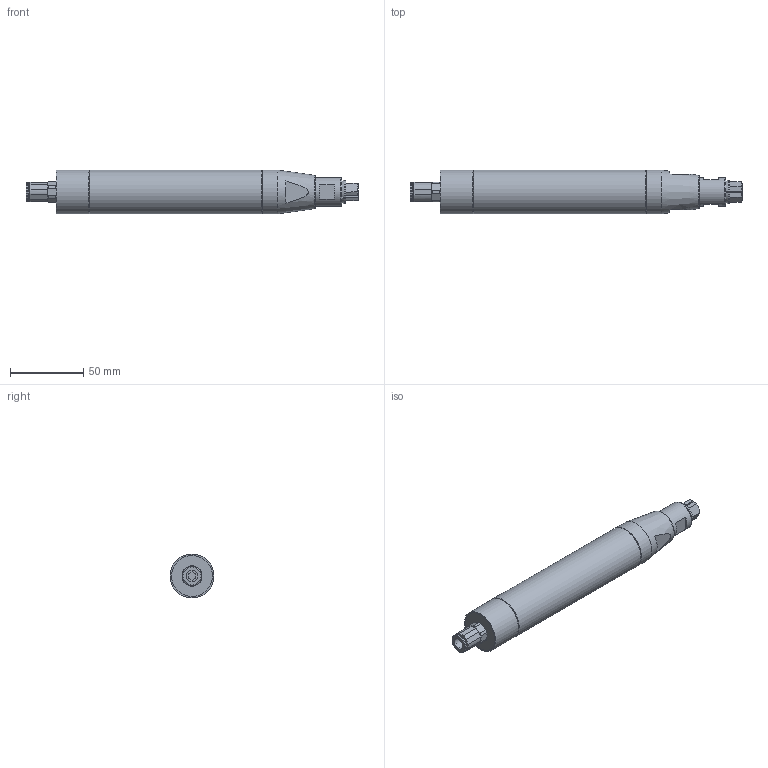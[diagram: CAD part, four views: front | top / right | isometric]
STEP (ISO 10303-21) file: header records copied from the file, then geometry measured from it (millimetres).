
FILE_DESCRIPTION(/* description */ ('EBS 504 ZG'),/* implementation_level */ '2;1');
FILE_NAME(/* name */ 'EBS 504 ZG_29937307.stp',/* time_stamp */ '2023-09-25T13:07:34+02:00',/* author */ ('DSteinicke'),/* organization */ (''),/* preprocessor_version */ 'ST-DEVELOPER v19.2',/* originating_system */ 'Autodesk Inventor 2024',/* authorisation */ '');
FILE_SCHEMA (('AUTOMOTIVE_DESIGN { 1 0 10303 214 3 1 1 }'));
Length unit declared in the file: millimetre
Products named in the file (1): 29937307
Bounding box: 226.61 x 30 x 30 mm (x, y, z)
Volume: 126717.9 mm3; surface area: 22879 mm2
Topology: 1 solids, 4 shells, 164 faces, 400 edges, 252 vertices
Faces by surface type: plane 86, cylinder 41, cone 34, torus 3
Full cylindrical faces by diameter (mm): 8 x1, 8.5 x1, 8.565 x1, 8.566 x1, 9.2 x1, 12 x1, 12.1 x3, 12.5 x1, 12.7 x1, 13 x1, 19.8 x1, 28 x1, 30 x3
Entity records: 4980 total; most frequent: CARTESIAN_POINT 956, DIRECTION 821, ORIENTED_EDGE 800, EDGE_CURVE 400, AXIS2_PLACEMENT_3D 321, VERTEX_POINT 252, EDGE_LOOP 184, LINE 179
